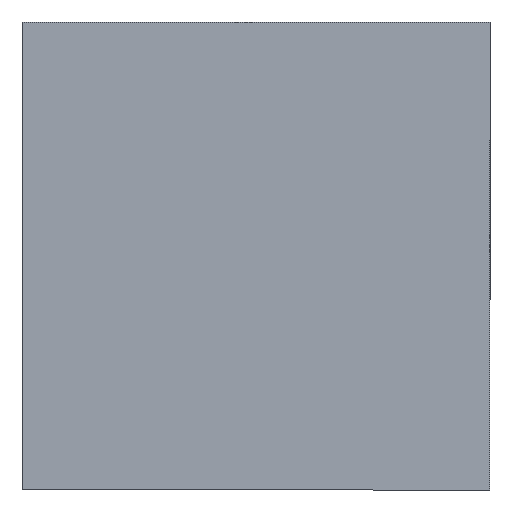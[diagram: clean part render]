
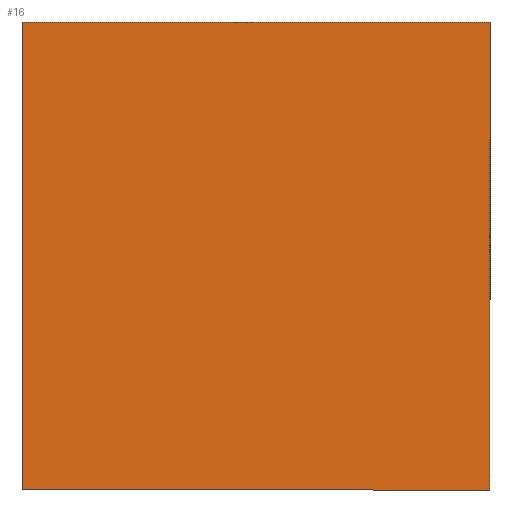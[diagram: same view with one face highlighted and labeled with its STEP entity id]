
A CAD part, front view. The second image highlights one B-rep face of the part: STEP entity #16.
In plain terms, the highlighted planar face has unit normal (0, -1, 0).
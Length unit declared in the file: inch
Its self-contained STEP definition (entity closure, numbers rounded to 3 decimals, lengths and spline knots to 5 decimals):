
#16 = ADVANCED_FACE ( 'NONE', ( #145 ), #167, .T. ) ;
#19 = EDGE_CURVE ( 'NONE', #341, #342, #179, .T. ) ;
#22 = EDGE_CURVE ( 'NONE', #342, #343, #188, .T. ) ;
#27 = EDGE_CURVE ( 'NONE', #343, #346, #203, .T. ) ;
#28 = EDGE_CURVE ( 'NONE', #346, #341, #206, .T. ) ;
#76 = ORIENTED_EDGE ( 'NONE', *, *, #22, .F. ) ;
#79 = ORIENTED_EDGE ( 'NONE', *, *, #19, .F. ) ;
#80 = ORIENTED_EDGE ( 'NONE', *, *, #28, .F. ) ;
#81 = ORIENTED_EDGE ( 'NONE', *, *, #27, .F. ) ;
#145 = FACE_OUTER_BOUND ( 'NONE', #329, .T. ) ;
#148 = AXIS2_PLACEMENT_3D ( 'NONE', #168, #169, #170 ) ;
#151 = VECTOR ( 'NONE', #181, 39.37008 ) ;
#154 = VECTOR ( 'NONE', #190, 39.37008 ) ;
#167 = PLANE ( 'NONE',  #148 ) ;
#168 = CARTESIAN_POINT ( 'NONE',  ( 0., 0., 0. ) ) ;
#169 = DIRECTION ( 'NONE',  ( 0., -1., 0. ) ) ;
#170 = DIRECTION ( 'NONE',  ( 0., 0., -1. ) ) ;
#179 = LINE ( 'NONE', #180, #151 ) ;
#180 = CARTESIAN_POINT ( 'NONE',  ( 0.75, 0., 0. ) ) ;
#181 = DIRECTION ( 'NONE',  ( 1., 0., 0. ) ) ;
#188 = LINE ( 'NONE', #189, #154 ) ;
#189 = CARTESIAN_POINT ( 'NONE',  ( 0.75, 0., -0.75 ) ) ;
#190 = DIRECTION ( 'NONE',  ( 0., 0., -1. ) ) ;
#203 = LINE ( 'NONE', #204, #231 ) ;
#204 = CARTESIAN_POINT ( 'NONE',  ( 0., 0., -0.75 ) ) ;
#205 = DIRECTION ( 'NONE',  ( -1., 0., 0. ) ) ;
#206 = LINE ( 'NONE', #207, #232 ) ;
#207 = CARTESIAN_POINT ( 'NONE',  ( 0., 0., 0. ) ) ;
#208 = DIRECTION ( 'NONE',  ( 0., 0., 1. ) ) ;
#231 = VECTOR ( 'NONE', #205, 39.37008 ) ;
#232 = VECTOR ( 'NONE', #208, 39.37008 ) ;
#275 = CARTESIAN_POINT ( 'NONE',  ( 0., 0., 0. ) ) ;
#276 = CARTESIAN_POINT ( 'NONE',  ( 0.75, 0., 0. ) ) ;
#277 = CARTESIAN_POINT ( 'NONE',  ( 0.75, 0., -0.75 ) ) ;
#280 = CARTESIAN_POINT ( 'NONE',  ( 0., 0., -0.75 ) ) ;
#329 = EDGE_LOOP ( 'NONE', ( #79, #80, #81, #76 ) ) ;
#341 = VERTEX_POINT ( 'NONE', #275 ) ;
#342 = VERTEX_POINT ( 'NONE', #276 ) ;
#343 = VERTEX_POINT ( 'NONE', #277 ) ;
#346 = VERTEX_POINT ( 'NONE', #280 ) ;
